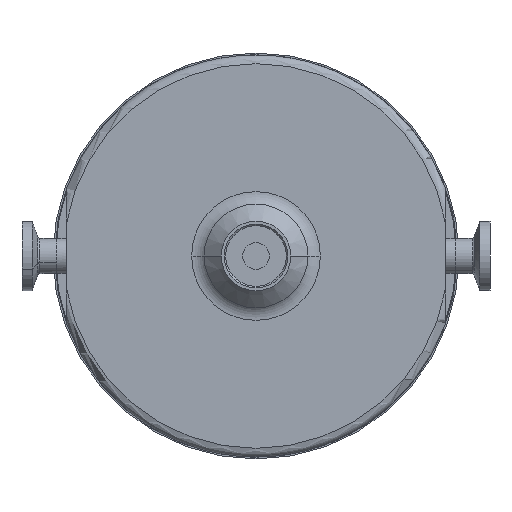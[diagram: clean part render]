
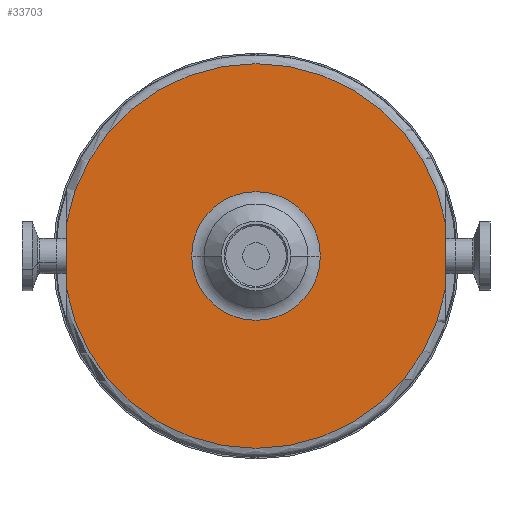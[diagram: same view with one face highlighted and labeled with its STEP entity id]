
A CAD part, front view. The second image highlights one B-rep face of the part: STEP entity #33703.
In plain terms, the highlighted planar face has unit normal (0, -1, 0).
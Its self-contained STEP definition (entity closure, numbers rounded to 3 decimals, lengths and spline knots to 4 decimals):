
#1355 = VERTEX_POINT ( 'NONE', #39988 ) ;
#1992 = DIRECTION ( 'NONE',  ( 0., 0., -1. ) ) ;
#2286 = CARTESIAN_POINT ( 'NONE',  ( 2.685, -0.505, 0.4652 ) ) ;
#2456 = CARTESIAN_POINT ( 'NONE',  ( 0., -0.505, 0. ) ) ;
#3577 = AXIS2_PLACEMENT_3D ( 'NONE', #2456, #46778, #17142 ) ;
#5578 = CARTESIAN_POINT ( 'NONE',  ( 0., -0.505, 0. ) ) ;
#8759 = EDGE_LOOP ( 'NONE', ( #25192, #22765, #18569, #19528 ) ) ;
#8903 = CIRCLE ( 'NONE', #27369, 2.725 ) ;
#8904 = FACE_BOUND ( 'NONE', #42554, .T. ) ;
#9366 = LINE ( 'NONE', #9602, #39685 ) ;
#9602 = CARTESIAN_POINT ( 'NONE',  ( -2.685, -0.505, 0. ) ) ;
#9987 = DIRECTION ( 'NONE',  ( 0., 1., 0. ) ) ;
#14106 = CARTESIAN_POINT ( 'NONE',  ( -0.9111, -0.505, 0. ) ) ;
#14224 = AXIS2_PLACEMENT_3D ( 'NONE', #35305, #9987, #24670 ) ;
#14450 = AXIS2_PLACEMENT_3D ( 'NONE', #27695, #38554, #34712 ) ;
#16075 = VERTEX_POINT ( 'NONE', #14106 ) ;
#16848 = EDGE_CURVE ( 'NONE', #16075, #1355, #18914, .T. ) ;
#17142 = DIRECTION ( 'NONE',  ( -1., 0., 0. ) ) ;
#17396 = CARTESIAN_POINT ( 'NONE',  ( 2.685, -0.505, -0.4652 ) ) ;
#18569 = ORIENTED_EDGE ( 'NONE', *, *, #32507, .F. ) ;
#18914 = CIRCLE ( 'NONE', #3577, 0.9111 ) ;
#19528 = ORIENTED_EDGE ( 'NONE', *, *, #21852, .F. ) ;
#19813 = EDGE_CURVE ( 'NONE', #29357, #33533, #9366, .T. ) ;
#19984 = CARTESIAN_POINT ( 'NONE',  ( -2.685, -0.505, 0.4652 ) ) ;
#20292 = LINE ( 'NONE', #27508, #22347 ) ;
#21769 = VERTEX_POINT ( 'NONE', #2286 ) ;
#21852 = EDGE_CURVE ( 'NONE', #33533, #21769, #8903, .T. ) ;
#22220 = ORIENTED_EDGE ( 'NONE', *, *, #16848, .T. ) ;
#22347 = VECTOR ( 'NONE', #1992, 39.3701 ) ;
#22765 = ORIENTED_EDGE ( 'NONE', *, *, #25472, .F. ) ;
#23836 = PLANE ( 'NONE',  #14450 ) ;
#24242 = CARTESIAN_POINT ( 'NONE',  ( -2.685, -0.505, -0.4652 ) ) ;
#24670 = DIRECTION ( 'NONE',  ( -1., 0., 0. ) ) ;
#25192 = ORIENTED_EDGE ( 'NONE', *, *, #19813, .F. ) ;
#25472 = EDGE_CURVE ( 'NONE', #29847, #29357, #30353, .T. ) ;
#26867 = AXIS2_PLACEMENT_3D ( 'NONE', #5578, #38804, #45557 ) ;
#27369 = AXIS2_PLACEMENT_3D ( 'NONE', #27800, #36008, #46616 ) ;
#27508 = CARTESIAN_POINT ( 'NONE',  ( 2.685, -0.505, 0. ) ) ;
#27695 = CARTESIAN_POINT ( 'NONE',  ( -2.725, -0.505, 0. ) ) ;
#27800 = CARTESIAN_POINT ( 'NONE',  ( 0., -0.505, 0. ) ) ;
#29357 = VERTEX_POINT ( 'NONE', #24242 ) ;
#29847 = VERTEX_POINT ( 'NONE', #17396 ) ;
#30353 = CIRCLE ( 'NONE', #14224, 2.725 ) ;
#32507 = EDGE_CURVE ( 'NONE', #21769, #29847, #20292, .T. ) ;
#33533 = VERTEX_POINT ( 'NONE', #19984 ) ;
#33703 = ADVANCED_FACE ( 'Defeatured_0_205', ( #42152, #8904 ), #23836, .T. ) ;
#34712 = DIRECTION ( 'NONE',  ( 1., 0., 0. ) ) ;
#35305 = CARTESIAN_POINT ( 'NONE',  ( 0., -0.505, 0. ) ) ;
#36008 = DIRECTION ( 'NONE',  ( 0., 1., 0. ) ) ;
#38554 = DIRECTION ( 'NONE',  ( 0., -1., 0. ) ) ;
#38804 = DIRECTION ( 'NONE',  ( 0., 1., 0. ) ) ;
#39685 = VECTOR ( 'NONE', #46719, 39.3701 ) ;
#39988 = CARTESIAN_POINT ( 'NONE',  ( 0.9111, -0.505, 0. ) ) ;
#40019 = CIRCLE ( 'NONE', #26867, 0.9111 ) ;
#42152 = FACE_OUTER_BOUND ( 'NONE', #8759, .T. ) ;
#42554 = EDGE_LOOP ( 'NONE', ( #22220, #42567 ) ) ;
#42567 = ORIENTED_EDGE ( 'NONE', *, *, #45414, .T. ) ;
#45414 = EDGE_CURVE ( 'NONE', #1355, #16075, #40019, .T. ) ;
#45557 = DIRECTION ( 'NONE',  ( -1., 0., 0. ) ) ;
#46616 = DIRECTION ( 'NONE',  ( -1., 0., 0. ) ) ;
#46719 = DIRECTION ( 'NONE',  ( 0., 0., 1. ) ) ;
#46778 = DIRECTION ( 'NONE',  ( 0., 1., 0. ) ) ;
